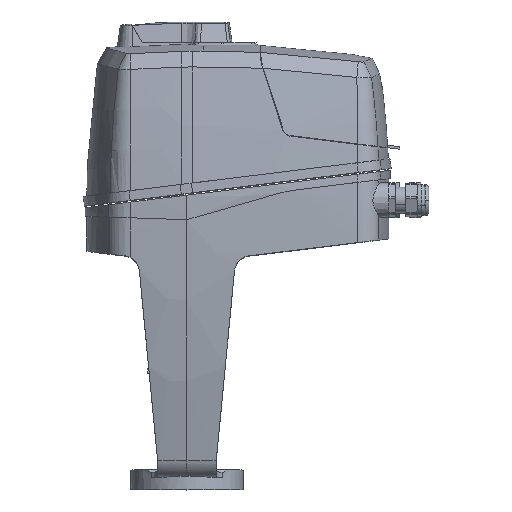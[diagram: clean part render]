
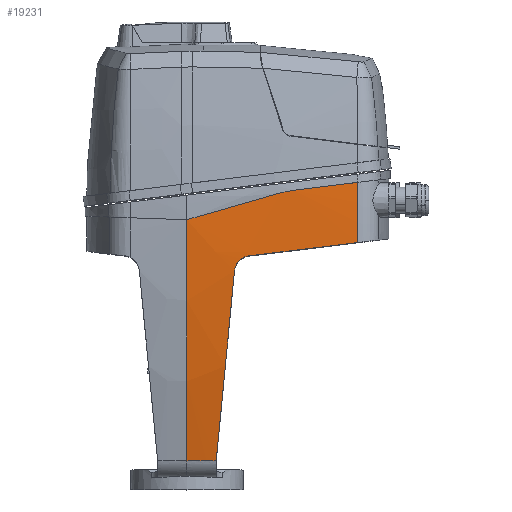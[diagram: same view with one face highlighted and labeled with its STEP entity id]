
A CAD part, top view. The second image highlights one B-rep face of the part: STEP entity #19231.
In plain terms, the highlighted toroidal (fillet/blend) face has major radius 299.848 mm and minor radius 1000 mm.
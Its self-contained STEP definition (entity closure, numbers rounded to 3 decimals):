
#63 = CARTESIAN_POINT ( 'NONE',  ( 31.624, -39.696, 58.819 ) ) ;
#142 = CARTESIAN_POINT ( 'NONE',  ( 0., -14.118, 60.858 ) ) ;
#319 = B_SPLINE_CURVE_WITH_KNOTS ( 'NONE', 3,
 ( #7892, #2592, #22339, #11586 ),
 .UNSPECIFIED., .F., .F.,
 ( 4, 4 ),
 ( 0., 0.04 ),
 .UNSPECIFIED. ) ;
#346 = CARTESIAN_POINT ( 'NONE',  ( 0., -14.118, 60.858 ) ) ;
#556 = CARTESIAN_POINT ( 'NONE',  ( 104.838, 0., -639. ) ) ;
#828 = CARTESIAN_POINT ( 'NONE',  ( 29.232, -45.307, 58.592 ) ) ;
#899 = AXIS2_PLACEMENT_3D ( 'NONE', #1038, #19630, #3951 ) ;
#1038 = CARTESIAN_POINT ( 'NONE',  ( -17.452, 69.498, -930.682 ) ) ;
#1348 = CARTESIAN_POINT ( 'NONE',  ( 57.696, 2.426, 58.32 ) ) ;
#1371 = FACE_OUTER_BOUND ( 'NONE', #1512, .T. ) ;
#1512 = EDGE_LOOP ( 'NONE', ( #15896, #3215, #19553, #10104, #12441, #13270, #10146, #6169, #21696, #9753 ) ) ;
#1725 = CARTESIAN_POINT ( 'NONE',  ( 27.338, -65.01, 57.401 ) ) ;
#1875 = CARTESIAN_POINT ( 'NONE',  ( 57.696, 2.426, 58.32 ) ) ;
#1955 = B_SPLINE_CURVE_WITH_KNOTS ( 'NONE', 3,
 ( #13851, #23236, #19504, #3549 ),
 .UNSPECIFIED., .F., .F.,
 ( 4, 4 ),
 ( 0., 0.06 ),
 .UNSPECIFIED. ) ;
#2403 = VERTEX_POINT ( 'NONE', #1875 ) ;
#2592 = CARTESIAN_POINT ( 'NONE',  ( 78.563, 5.609, 56.599 ) ) ;
#2827 = EDGE_CURVE ( 'NONE', #13641, #6259, #14292, .T. ) ;
#3033 = CARTESIAN_POINT ( 'NONE',  ( -17.452, 0., -639. ) ) ;
#3189 = B_SPLINE_CURVE_WITH_KNOTS ( 'NONE', 3,
 ( #5168, #17912, #15791, #6243, #21157, #15503, #11752, #16922, #14682, #63, #5932, #19017, #10714, #13636, #6494, #20685, #20662 ),
 .UNSPECIFIED., .F., .F.,
 ( 4, 2, 2, 2, 2, 2, 2, 1, 4 ),
 ( 0., 0.002, 0.003, 0.005, 0.007, 0.008, 0.01, 0.012, 0.013 ),
 .UNSPECIFIED. ) ;
#3215 = ORIENTED_EDGE ( 'NONE', *, *, #15904, .F. ) ;
#3241 = EDGE_CURVE ( 'NONE', #21975, #12573, #3189, .T. ) ;
#3549 = CARTESIAN_POINT ( 'NONE',  ( 57.696, 2.426, 58.32 ) ) ;
#3775 = EDGE_CURVE ( 'NONE', #17455, #19205, #23118, .T. ) ;
#3842 = CARTESIAN_POINT ( 'NONE',  ( 104.838, 8.835, 53.59 ) ) ;
#3951 = DIRECTION ( 'NONE',  ( 1., 0., 0. ) ) ;
#4756 = EDGE_CURVE ( 'NONE', #17285, #6259, #14132, .T. ) ;
#4926 = B_SPLINE_CURVE_WITH_KNOTS ( 'NONE', 3,
 ( #14565, #16372, #346, #12877 ),
 .UNSPECIFIED., .F., .F.,
 ( 4, 4 ),
 ( 0., 0. ),
 .UNSPECIFIED. ) ;
#5005 = CARTESIAN_POINT ( 'NONE',  ( 0., 0., -639. ) ) ;
#5168 = CARTESIAN_POINT ( 'NONE',  ( 37.967, -36.338, 58.67 ) ) ;
#5436 = AXIS2_PLACEMENT_3D ( 'NONE', #5005, #6786, #21909 ) ;
#5932 = CARTESIAN_POINT ( 'NONE',  ( 31.267, -40.131, 58.812 ) ) ;
#5936 = EDGE_CURVE ( 'NONE', #2403, #21675, #15813, .T. ) ;
#6169 = ORIENTED_EDGE ( 'NONE', *, *, #7049, .F. ) ;
#6243 = CARTESIAN_POINT ( 'NONE',  ( 35.777, -36.846, 58.763 ) ) ;
#6259 = VERTEX_POINT ( 'NONE', #7739 ) ;
#6494 = CARTESIAN_POINT ( 'NONE',  ( 29.489, -43.635, 58.687 ) ) ;
#6786 = DIRECTION ( 'NONE',  ( 1., 0., 0. ) ) ;
#7049 = EDGE_CURVE ( 'NONE', #16036, #2403, #1955, .T. ) ;
#7117 = CARTESIAN_POINT ( 'NONE',  ( 21.711, -123.539, 49.671 ) ) ;
#7222 = CARTESIAN_POINT ( 'NONE',  ( 65.384, 3.991, 57.704 ) ) ;
#7558 = DIRECTION ( 'NONE',  ( 0., 1., 0. ) ) ;
#7739 = CARTESIAN_POINT ( 'NONE',  ( 0., -162.245, 41.938 ) ) ;
#7892 = CARTESIAN_POINT ( 'NONE',  ( 65.384, 3.991, 57.704 ) ) ;
#8345 = CARTESIAN_POINT ( 'NONE',  ( 37.967, -36.338, 58.67 ) ) ;
#8474 = CARTESIAN_POINT ( 'NONE',  ( 0., -14.118, 60.858 ) ) ;
#8929 = CARTESIAN_POINT ( 'NONE',  ( 18., -162.134, 41.475 ) ) ;
#9753 = ORIENTED_EDGE ( 'NONE', *, *, #4756, .T. ) ;
#10104 = ORIENTED_EDGE ( 'NONE', *, *, #23238, .T. ) ;
#10146 = ORIENTED_EDGE ( 'NONE', *, *, #5936, .F. ) ;
#10714 = CARTESIAN_POINT ( 'NONE',  ( 30.351, -41.546, 58.774 ) ) ;
#11570 = AXIS2_PLACEMENT_3D ( 'NONE', #556, #18069, #7558 ) ;
#11586 = CARTESIAN_POINT ( 'NONE',  ( 104.838, 8.835, 53.59 ) ) ;
#11693 = TOROIDAL_SURFACE ( 'NONE', #19239, -299.848, 1000. ) ;
#11752 = CARTESIAN_POINT ( 'NONE',  ( 33.752, -37.85, 58.815 ) ) ;
#11940 = CARTESIAN_POINT ( 'NONE',  ( 104.838, -28.127, 53.075 ) ) ;
#12441 = ORIENTED_EDGE ( 'NONE', *, *, #3775, .F. ) ;
#12573 = VERTEX_POINT ( 'NONE', #828 ) ;
#12877 = CARTESIAN_POINT ( 'NONE',  ( 0., -14.118, 60.858 ) ) ;
#13270 = ORIENTED_EDGE ( 'NONE', *, *, #15691, .F. ) ;
#13636 = CARTESIAN_POINT ( 'NONE',  ( 29.873, -42.578, 58.734 ) ) ;
#13641 = VERTEX_POINT ( 'NONE', #18952 ) ;
#13851 = CARTESIAN_POINT ( 'NONE',  ( 0., -14.118, 60.858 ) ) ;
#14132 = CIRCLE ( 'NONE', #5436, 700. ) ;
#14292 = CIRCLE ( 'NONE', #899, 1000. ) ;
#14565 = CARTESIAN_POINT ( 'NONE',  ( 0., -14.118, 60.858 ) ) ;
#14682 = CARTESIAN_POINT ( 'NONE',  ( 32.418, -38.88, 58.826 ) ) ;
#15089 = EDGE_CURVE ( 'NONE', #16036, #17285, #4926, .T. ) ;
#15503 = CARTESIAN_POINT ( 'NONE',  ( 34.233, -37.558, 58.806 ) ) ;
#15527 = CARTESIAN_POINT ( 'NONE',  ( 104.838, -28.127, 53.075 ) ) ;
#15691 = EDGE_CURVE ( 'NONE', #21675, #17455, #319, .T. ) ;
#15791 = CARTESIAN_POINT ( 'NONE',  ( 36.852, -36.524, 58.722 ) ) ;
#15813 = B_SPLINE_CURVE_WITH_KNOTS ( 'NONE', 3,
 ( #1348, #23057, #22821, #7222 ),
 .UNSPECIFIED., .F., .F.,
 ( 4, 4 ),
 ( 0., 0.008 ),
 .UNSPECIFIED. ) ;
#15896 = ORIENTED_EDGE ( 'NONE', *, *, #2827, .F. ) ;
#15904 = EDGE_CURVE ( 'NONE', #12573, #13641, #18150, .T. ) ;
#16036 = VERTEX_POINT ( 'NONE', #142 ) ;
#16372 = CARTESIAN_POINT ( 'NONE',  ( 0., -14.118, 60.858 ) ) ;
#16922 = CARTESIAN_POINT ( 'NONE',  ( 32.845, -38.511, 58.825 ) ) ;
#16951 = B_SPLINE_CURVE_WITH_KNOTS ( 'NONE', 3,
 ( #8345, #19074, #22704, #11940 ),
 .UNSPECIFIED., .F., .F.,
 ( 4, 4 ),
 ( 0.038, 0.106 ),
 .UNSPECIFIED. ) ;
#17285 = VERTEX_POINT ( 'NONE', #8474 ) ;
#17455 = VERTEX_POINT ( 'NONE', #3842 ) ;
#17843 = CARTESIAN_POINT ( 'NONE',  ( 25.455, -84.596, 55.376 ) ) ;
#17912 = CARTESIAN_POINT ( 'NONE',  ( 37.403, -36.408, 58.698 ) ) ;
#18069 = DIRECTION ( 'NONE',  ( 1., 0., 0. ) ) ;
#18150 = B_SPLINE_CURVE_WITH_KNOTS ( 'NONE', 3,
 ( #21388, #1725, #17843, #7117, #19621, #8929 ),
 .UNSPECIFIED., .F., .F.,
 ( 4, 2, 4 ),
 ( 0.008, 0.067, 0.127 ),
 .UNSPECIFIED. ) ;
#18952 = CARTESIAN_POINT ( 'NONE',  ( 18., -162.134, 41.475 ) ) ;
#19017 = CARTESIAN_POINT ( 'NONE',  ( 30.631, -41.056, 58.789 ) ) ;
#19072 = CARTESIAN_POINT ( 'NONE',  ( 37.967, -36.338, 58.67 ) ) ;
#19074 = CARTESIAN_POINT ( 'NONE',  ( 60.306, -33.595, 57.571 ) ) ;
#19205 = VERTEX_POINT ( 'NONE', #15527 ) ;
#19216 = DIRECTION ( 'NONE',  ( -1., 0., 0. ) ) ;
#19231 = ADVANCED_FACE ( 'NONE', ( #1371 ), #11693, .T. ) ;
#19239 = AXIS2_PLACEMENT_3D ( 'NONE', #3033, #19216, #21060 ) ;
#19504 = CARTESIAN_POINT ( 'NONE',  ( 38.489, -3.081, 59.787 ) ) ;
#19553 = ORIENTED_EDGE ( 'NONE', *, *, #3241, .F. ) ;
#19621 = CARTESIAN_POINT ( 'NONE',  ( 19.85, -142.895, 45.991 ) ) ;
#19630 = DIRECTION ( 'NONE',  ( 0., -0.973, -0.232 ) ) ;
#20662 = CARTESIAN_POINT ( 'NONE',  ( 29.232, -45.307, 58.592 ) ) ;
#20685 = CARTESIAN_POINT ( 'NONE',  ( 29.286, -44.741, 58.626 ) ) ;
#21060 = DIRECTION ( 'NONE',  ( 0., 1., 0. ) ) ;
#21157 = CARTESIAN_POINT ( 'NONE',  ( 35.253, -37.052, 58.78 ) ) ;
#21388 = CARTESIAN_POINT ( 'NONE',  ( 29.232, -45.307, 58.592 ) ) ;
#21675 = VERTEX_POINT ( 'NONE', #21774 ) ;
#21696 = ORIENTED_EDGE ( 'NONE', *, *, #15089, .T. ) ;
#21774 = CARTESIAN_POINT ( 'NONE',  ( 65.384, 3.991, 57.704 ) ) ;
#21909 = DIRECTION ( 'NONE',  ( 0., 1., 0. ) ) ;
#21975 = VERTEX_POINT ( 'NONE', #19072 ) ;
#22339 = CARTESIAN_POINT ( 'NONE',  ( 91.714, 7.224, 55.228 ) ) ;
#22704 = CARTESIAN_POINT ( 'NONE',  ( 82.596, -30.858, 55.707 ) ) ;
#22821 = CARTESIAN_POINT ( 'NONE',  ( 62.782, 3.671, 57.922 ) ) ;
#23057 = CARTESIAN_POINT ( 'NONE',  ( 60.219, 3.15, 58.128 ) ) ;
#23118 = CIRCLE ( 'NONE', #11570, 692.647 ) ;
#23236 = CARTESIAN_POINT ( 'NONE',  ( 19.257, -8.596, 60.633 ) ) ;
#23238 = EDGE_CURVE ( 'NONE', #21975, #19205, #16951, .T. ) ;
